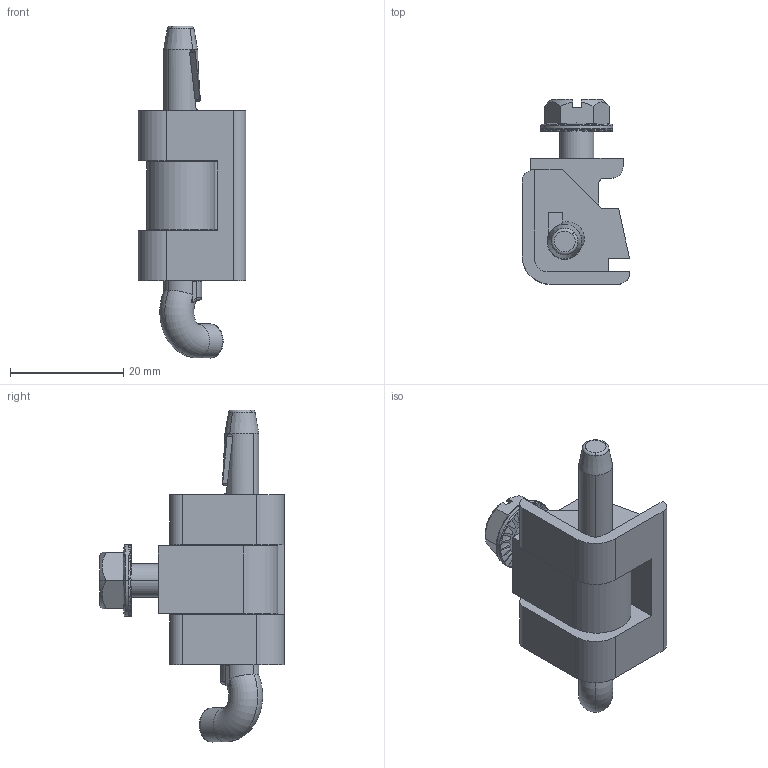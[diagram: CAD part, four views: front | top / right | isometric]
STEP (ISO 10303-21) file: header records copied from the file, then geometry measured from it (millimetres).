
FILE_DESCRIPTION (( 'STEP AP203' ), '1' );
FILE_NAME ('MG07.1.2.3.20.KROM.STEP', '2022-07-29T07:03:24', ( '' ), ( '' ), 'SwSTEP 2.0', 'SolidWorks 2021', '' );
FILE_SCHEMA (( 'CONFIG_CONTROL_DESIGN' ));
Length unit declared in the file: millimetre
Products named in the file (1): MG07.1.2.3.20.KROM
Bounding box: 19.09 x 32.71 x 58.75 mm (x, y, z)
Surface area: 6208.2 mm2 (no closed solid volume)
Topology: 0 solids, 24 shells, 210 faces, 564 edges, 374 vertices
Faces by surface type: plane 122, bspline 34, cylinder 30, torus 15, cone 9
Entity records: 7845 total; most frequent: CARTESIAN_POINT 2918, ORIENTED_EDGE 994, DIRECTION 871, EDGE_CURVE 564, VERTEX_POINT 374, LINE 341, VECTOR 341, AXIS2_PLACEMENT_3D 265
